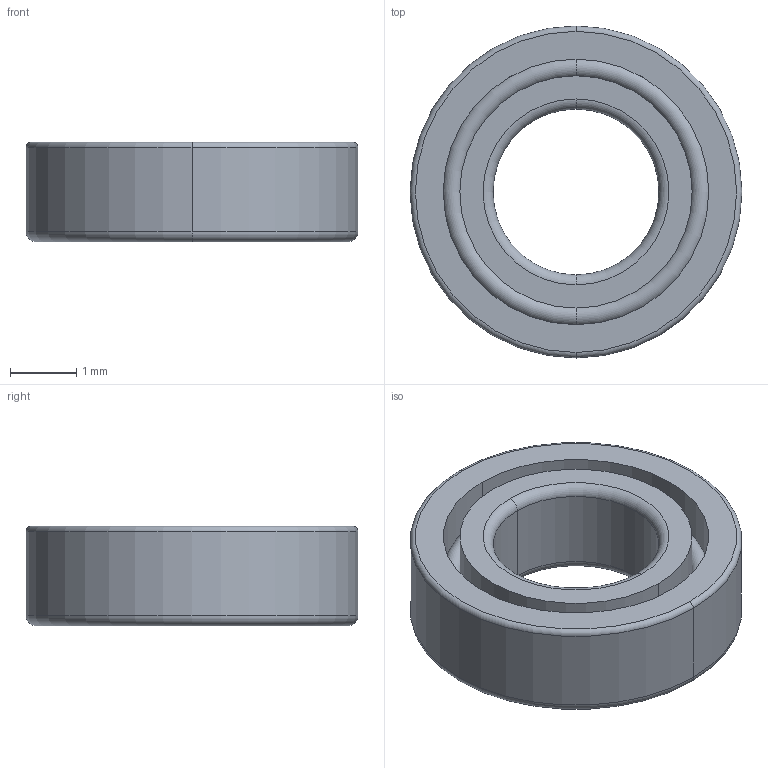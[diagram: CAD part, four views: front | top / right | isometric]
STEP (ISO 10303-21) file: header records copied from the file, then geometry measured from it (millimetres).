
FILE_DESCRIPTION((''),'2;1');
FILE_NAME('RMB_UL_255X','2021-09-07T17:14:35',('silo-mech'),(''),'CREO PARAMETRIC BY PTC INC, 2020454','CREO PARAMETRIC BY PTC INC, 2020454','');
FILE_SCHEMA(('CONFIG_CONTROL_DESIGN'));
Length unit declared in the file: millimetre
Products named in the file (1): RMB_UL_255X
Bounding box: 5 x 5 x 1.5 mm (x, y, z)
Volume: 18.3 mm3; surface area: 94.7 mm2
Topology: 1 solids, 1 shells, 28 faces, 56 edges, 32 vertices
Faces by surface type: cylinder 12, torus 12, plane 4
Entity records: 778 total; most frequent: DIRECTION 156, CARTESIAN_POINT 116, ORIENTED_EDGE 112, AXIS2_PLACEMENT_3D 72, EDGE_CURVE 56, CIRCLE 44, VERTEX_POINT 32, EDGE_LOOP 32
